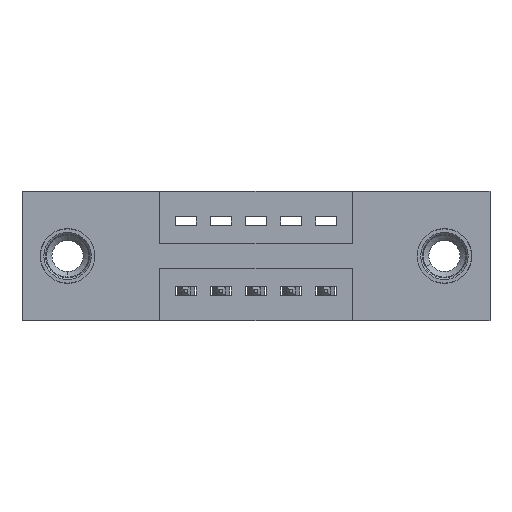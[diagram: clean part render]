
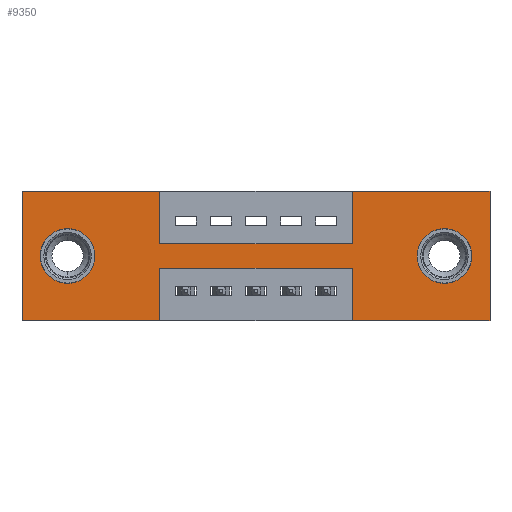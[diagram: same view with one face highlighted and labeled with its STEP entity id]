
A CAD part, front view. The second image highlights one B-rep face of the part: STEP entity #9350.
In plain terms, the highlighted planar face has unit normal (0, -1, 0).
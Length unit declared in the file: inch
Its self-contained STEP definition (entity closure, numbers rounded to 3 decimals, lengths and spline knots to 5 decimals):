
#40 = CARTESIAN_POINT ( 'NONE',  ( 0., 0., -0.37 ) ) ;
#300 = ORIENTED_EDGE ( 'NONE', *, *, #2976, .F. ) ;
#425 = CARTESIAN_POINT ( 'NONE',  ( 0.9425, 0., -0.37 ) ) ;
#602 = VERTEX_POINT ( 'NONE', #794 ) ;
#709 = ORIENTED_EDGE ( 'NONE', *, *, #7731, .F. ) ;
#729 = ORIENTED_EDGE ( 'NONE', *, *, #6342, .F. ) ;
#773 = VECTOR ( 'NONE', #5420, 39.37008 ) ;
#794 = CARTESIAN_POINT ( 'NONE',  ( 0., 0., -0.37 ) ) ;
#804 = EDGE_LOOP ( 'NONE', ( #6425, #8416 ) ) ;
#827 = FACE_BOUND ( 'NONE', #3624, .T. ) ;
#839 = LINE ( 'NONE', #5500, #8955 ) ;
#918 = VECTOR ( 'NONE', #3594, 39.37008 ) ;
#1060 = CARTESIAN_POINT ( 'NONE',  ( 0.3925, 0., 0. ) ) ;
#1194 = CARTESIAN_POINT ( 'NONE',  ( 0.13, 0., -0.185 ) ) ;
#1200 = CARTESIAN_POINT ( 'NONE',  ( 1.335, 0., -0.37 ) ) ;
#1247 = DIRECTION ( 'NONE',  ( 0., 0., 1. ) ) ;
#1271 = VERTEX_POINT ( 'NONE', #1622 ) ;
#1279 = CARTESIAN_POINT ( 'NONE',  ( 0., 0., 0. ) ) ;
#1348 = VERTEX_POINT ( 'NONE', #4181 ) ;
#1378 = CARTESIAN_POINT ( 'NONE',  ( 1.205, 0., -0.263 ) ) ;
#1443 = DIRECTION ( 'NONE',  ( 0., 1., 0. ) ) ;
#1558 = LINE ( 'NONE', #2200, #1796 ) ;
#1606 = VERTEX_POINT ( 'NONE', #1378 ) ;
#1622 = CARTESIAN_POINT ( 'NONE',  ( 0.9425, 0., -0.37 ) ) ;
#1692 = VECTOR ( 'NONE', #6654, 39.37008 ) ;
#1716 = EDGE_CURVE ( 'NONE', #5199, #6661, #8535, .T. ) ;
#1727 = EDGE_CURVE ( 'NONE', #7615, #1606, #8291, .T. ) ;
#1796 = VECTOR ( 'NONE', #6807, 39.37008 ) ;
#1858 = ORIENTED_EDGE ( 'NONE', *, *, #3126, .F. ) ;
#1949 = LINE ( 'NONE', #1060, #6283 ) ;
#1973 = DIRECTION ( 'NONE',  ( 0., 0., 1. ) ) ;
#2127 = ORIENTED_EDGE ( 'NONE', *, *, #8871, .F. ) ;
#2200 = CARTESIAN_POINT ( 'NONE',  ( 0.3925, 0., -0.37 ) ) ;
#2643 = AXIS2_PLACEMENT_3D ( 'NONE', #3747, #9082, #4525 ) ;
#2815 = ORIENTED_EDGE ( 'NONE', *, *, #5070, .F. ) ;
#2882 = VECTOR ( 'NONE', #7280, 39.37008 ) ;
#2976 = EDGE_CURVE ( 'NONE', #5304, #5063, #839, .T. ) ;
#3059 = DIRECTION ( 'NONE',  ( 0., 0., -1. ) ) ;
#3060 = EDGE_LOOP ( 'NONE', ( #7603, #2815, #6333, #4993, #3833, #729, #2127, #300, #709, #8644, #7237, #1858 ) ) ;
#3061 = CARTESIAN_POINT ( 'NONE',  ( 0., 0., 0. ) ) ;
#3088 = CARTESIAN_POINT ( 'NONE',  ( 1.205, 0., -0.185 ) ) ;
#3126 = EDGE_CURVE ( 'NONE', #3219, #602, #3989, .T. ) ;
#3219 = VERTEX_POINT ( 'NONE', #3455 ) ;
#3240 = VECTOR ( 'NONE', #7955, 39.37008 ) ;
#3270 = CIRCLE ( 'NONE', #3583, 0.078 ) ;
#3455 = CARTESIAN_POINT ( 'NONE',  ( 0.3925, 0., -0.37 ) ) ;
#3583 = AXIS2_PLACEMENT_3D ( 'NONE', #1194, #6577, #1973 ) ;
#3594 = DIRECTION ( 'NONE',  ( 0., 0., 1. ) ) ;
#3624 = EDGE_LOOP ( 'NONE', ( #7244, #3864 ) ) ;
#3728 = CARTESIAN_POINT ( 'NONE',  ( 0.13, 0., -0.107 ) ) ;
#3747 = CARTESIAN_POINT ( 'NONE',  ( 0.13, 0., -0.185 ) ) ;
#3833 = ORIENTED_EDGE ( 'NONE', *, *, #1716, .F. ) ;
#3864 = ORIENTED_EDGE ( 'NONE', *, *, #5043, .T. ) ;
#3870 = DIRECTION ( 'NONE',  ( 0., 0., -1. ) ) ;
#3983 = LINE ( 'NONE', #1279, #1692 ) ;
#3989 = LINE ( 'NONE', #7214, #3240 ) ;
#4021 = DIRECTION ( 'NONE',  ( 0., -1., 0. ) ) ;
#4181 = CARTESIAN_POINT ( 'NONE',  ( 0.3925, 0., 0. ) ) ;
#4419 = EDGE_CURVE ( 'NONE', #7857, #3219, #1558, .T. ) ;
#4434 = VERTEX_POINT ( 'NONE', #3728 ) ;
#4525 = DIRECTION ( 'NONE',  ( 0., 0., 1. ) ) ;
#4528 = CARTESIAN_POINT ( 'NONE',  ( 0.3925, 0., -0.22 ) ) ;
#4753 = PLANE ( 'NONE',  #8645 ) ;
#4927 = FACE_BOUND ( 'NONE', #804, .T. ) ;
#4934 = LINE ( 'NONE', #5701, #2882 ) ;
#4993 = ORIENTED_EDGE ( 'NONE', *, *, #7058, .F. ) ;
#5043 = EDGE_CURVE ( 'NONE', #1606, #7615, #6708, .T. ) ;
#5063 = VERTEX_POINT ( 'NONE', #9084 ) ;
#5070 = EDGE_CURVE ( 'NONE', #7610, #7857, #6234, .T. ) ;
#5199 = VERTEX_POINT ( 'NONE', #6967 ) ;
#5304 = VERTEX_POINT ( 'NONE', #9320 ) ;
#5420 = DIRECTION ( 'NONE',  ( 1., 0., 0. ) ) ;
#5436 = VERTEX_POINT ( 'NONE', #6573 ) ;
#5479 = DIRECTION ( 'NONE',  ( -1., 0., 0. ) ) ;
#5500 = CARTESIAN_POINT ( 'NONE',  ( 0.3925, 0., -0.15 ) ) ;
#5521 = CARTESIAN_POINT ( 'NONE',  ( 1.205, 0., -0.107 ) ) ;
#5701 = CARTESIAN_POINT ( 'NONE',  ( 0.9425, 0., 0. ) ) ;
#5762 = AXIS2_PLACEMENT_3D ( 'NONE', #3088, #8427, #3870 ) ;
#5801 = CARTESIAN_POINT ( 'NONE',  ( 0.3925, 0., -0.22 ) ) ;
#5991 = VECTOR ( 'NONE', #9847, 39.37008 ) ;
#6049 = CARTESIAN_POINT ( 'NONE',  ( 1.205, 0., -0.185 ) ) ;
#6137 = EDGE_CURVE ( 'NONE', #602, #9255, #8783, .T. ) ;
#6234 = LINE ( 'NONE', #4528, #5991 ) ;
#6262 = DIRECTION ( 'NONE',  ( 1., 0., 0. ) ) ;
#6283 = VECTOR ( 'NONE', #6445, 39.37008 ) ;
#6286 = VECTOR ( 'NONE', #3059, 39.37008 ) ;
#6333 = ORIENTED_EDGE ( 'NONE', *, *, #7276, .F. ) ;
#6342 = EDGE_CURVE ( 'NONE', #5436, #5199, #6936, .T. ) ;
#6425 = ORIENTED_EDGE ( 'NONE', *, *, #7810, .T. ) ;
#6445 = DIRECTION ( 'NONE',  ( 0., 0., -1. ) ) ;
#6573 = CARTESIAN_POINT ( 'NONE',  ( 0.9425, 0., 0. ) ) ;
#6577 = DIRECTION ( 'NONE',  ( 0., 1., 0. ) ) ;
#6654 = DIRECTION ( 'NONE',  ( 1., 0., 0. ) ) ;
#6661 = VERTEX_POINT ( 'NONE', #1200 ) ;
#6708 = CIRCLE ( 'NONE', #9064, 0.078 ) ;
#6807 = DIRECTION ( 'NONE',  ( 0., 0., -1. ) ) ;
#6825 = DIRECTION ( 'NONE',  ( 0., 0., -1. ) ) ;
#6936 = LINE ( 'NONE', #9928, #773 ) ;
#6967 = CARTESIAN_POINT ( 'NONE',  ( 1.335, 0., 0. ) ) ;
#7058 = EDGE_CURVE ( 'NONE', #6661, #1271, #8766, .T. ) ;
#7071 = CARTESIAN_POINT ( 'NONE',  ( 0.9425, 0., -0.22 ) ) ;
#7108 = CIRCLE ( 'NONE', #2643, 0.078 ) ;
#7163 = VERTEX_POINT ( 'NONE', #9386 ) ;
#7214 = CARTESIAN_POINT ( 'NONE',  ( 0., 0., -0.37 ) ) ;
#7237 = ORIENTED_EDGE ( 'NONE', *, *, #6137, .F. ) ;
#7244 = ORIENTED_EDGE ( 'NONE', *, *, #1727, .T. ) ;
#7276 = EDGE_CURVE ( 'NONE', #1271, #7610, #8062, .T. ) ;
#7280 = DIRECTION ( 'NONE',  ( 0., 0., 1. ) ) ;
#7502 = VECTOR ( 'NONE', #5479, 39.37008 ) ;
#7603 = ORIENTED_EDGE ( 'NONE', *, *, #4419, .F. ) ;
#7610 = VERTEX_POINT ( 'NONE', #7071 ) ;
#7615 = VERTEX_POINT ( 'NONE', #5521 ) ;
#7731 = EDGE_CURVE ( 'NONE', #1348, #5304, #1949, .T. ) ;
#7810 = EDGE_CURVE ( 'NONE', #4434, #7163, #3270, .T. ) ;
#7843 = VECTOR ( 'NONE', #1247, 39.37008 ) ;
#7857 = VERTEX_POINT ( 'NONE', #5801 ) ;
#7955 = DIRECTION ( 'NONE',  ( -1., 0., 0. ) ) ;
#8062 = LINE ( 'NONE', #425, #7843 ) ;
#8291 = CIRCLE ( 'NONE', #5762, 0.078 ) ;
#8395 = CARTESIAN_POINT ( 'NONE',  ( 1.335, 0., 0. ) ) ;
#8416 = ORIENTED_EDGE ( 'NONE', *, *, #9768, .T. ) ;
#8427 = DIRECTION ( 'NONE',  ( 0., 1., 0. ) ) ;
#8535 = LINE ( 'NONE', #8395, #6286 ) ;
#8568 = CARTESIAN_POINT ( 'NONE',  ( 0., 0., -0.37 ) ) ;
#8644 = ORIENTED_EDGE ( 'NONE', *, *, #9034, .F. ) ;
#8645 = AXIS2_PLACEMENT_3D ( 'NONE', #8568, #4021, #9330 ) ;
#8766 = LINE ( 'NONE', #40, #7502 ) ;
#8783 = LINE ( 'NONE', #8911, #918 ) ;
#8871 = EDGE_CURVE ( 'NONE', #5063, #5436, #4934, .T. ) ;
#8911 = CARTESIAN_POINT ( 'NONE',  ( 0., 0., 0. ) ) ;
#8955 = VECTOR ( 'NONE', #6262, 39.37008 ) ;
#9034 = EDGE_CURVE ( 'NONE', #9255, #1348, #3983, .T. ) ;
#9064 = AXIS2_PLACEMENT_3D ( 'NONE', #6049, #1443, #6825 ) ;
#9082 = DIRECTION ( 'NONE',  ( 0., 1., 0. ) ) ;
#9084 = CARTESIAN_POINT ( 'NONE',  ( 0.9425, 0., -0.15 ) ) ;
#9255 = VERTEX_POINT ( 'NONE', #3061 ) ;
#9320 = CARTESIAN_POINT ( 'NONE',  ( 0.3925, 0., -0.15 ) ) ;
#9330 = DIRECTION ( 'NONE',  ( 0., 0., -1. ) ) ;
#9350 = ADVANCED_FACE ( 'NONE', ( #827, #4927, #9437 ), #4753, .T. ) ;
#9386 = CARTESIAN_POINT ( 'NONE',  ( 0.13, 0., -0.263 ) ) ;
#9437 = FACE_OUTER_BOUND ( 'NONE', #3060, .T. ) ;
#9768 = EDGE_CURVE ( 'NONE', #7163, #4434, #7108, .T. ) ;
#9847 = DIRECTION ( 'NONE',  ( -1., 0., 0. ) ) ;
#9928 = CARTESIAN_POINT ( 'NONE',  ( 0., 0., 0. ) ) ;
